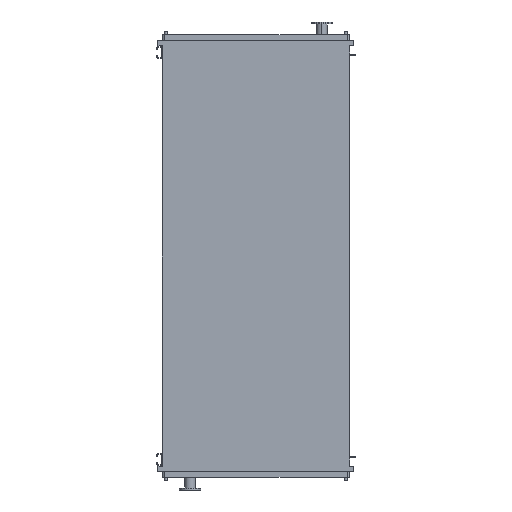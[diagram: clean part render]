
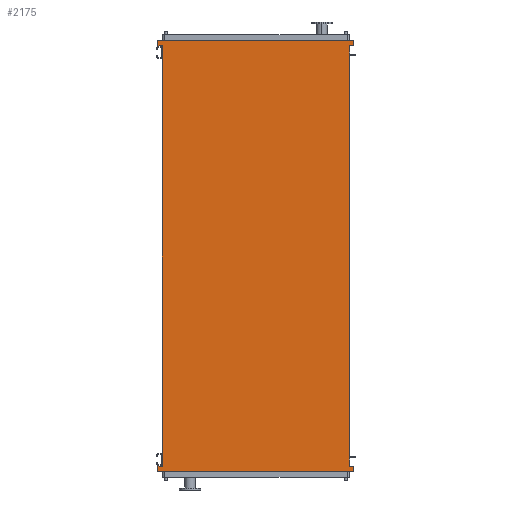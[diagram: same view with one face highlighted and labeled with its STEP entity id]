
A CAD part, front view. The second image highlights one B-rep face of the part: STEP entity #2175.
In plain terms, the highlighted planar face has unit normal (0, -1, 0).
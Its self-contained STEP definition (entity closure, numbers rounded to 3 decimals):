
#30 = ORIENTED_EDGE ( 'NONE', *, *, #2229, .F. ) ;
#81 = EDGE_LOOP ( 'NONE', ( #12202, #1775, #6129, #6885, #8671, #12420, #11750, #7566, #30, #9491, #6191, #8746 ) ) ;
#186 = CARTESIAN_POINT ( 'NONE',  ( -1011., 0., -4345. ) ) ;
#515 = LINE ( 'NONE', #1555, #4668 ) ;
#624 = VERTEX_POINT ( 'NONE', #12398 ) ;
#844 = VERTEX_POINT ( 'NONE', #4122 ) ;
#902 = DIRECTION ( 'NONE',  ( 1., 0., 0. ) ) ;
#932 = LINE ( 'NONE', #4851, #4159 ) ;
#934 = DIRECTION ( 'NONE',  ( 0., 0., 1. ) ) ;
#1063 = VERTEX_POINT ( 'NONE', #9300 ) ;
#1123 = CARTESIAN_POINT ( 'NONE',  ( -1011., 0., 95. ) ) ;
#1555 = CARTESIAN_POINT ( 'NONE',  ( 1011., 0., -4345. ) ) ;
#1692 = VERTEX_POINT ( 'NONE', #8698 ) ;
#1775 = ORIENTED_EDGE ( 'NONE', *, *, #6033, .F. ) ;
#2027 = LINE ( 'NONE', #2994, #2835 ) ;
#2035 = DIRECTION ( 'NONE',  ( 0., 0., -1. ) ) ;
#2096 = VERTEX_POINT ( 'NONE', #10604 ) ;
#2175 = ADVANCED_FACE ( 'NONE', ( #11586 ), #8497, .T. ) ;
#2229 = EDGE_CURVE ( 'NONE', #9852, #1063, #7468, .T. ) ;
#2497 = EDGE_CURVE ( 'NONE', #2096, #844, #11299, .T. ) ;
#2542 = EDGE_CURVE ( 'NONE', #11826, #9852, #515, .T. ) ;
#2613 = VECTOR ( 'NONE', #2825, 1000. ) ;
#2619 = EDGE_CURVE ( 'NONE', #844, #10502, #5609, .T. ) ;
#2679 = VERTEX_POINT ( 'NONE', #7921 ) ;
#2705 = EDGE_CURVE ( 'NONE', #2679, #12292, #10274, .T. ) ;
#2825 = DIRECTION ( 'NONE',  ( 0., 0., 1. ) ) ;
#2835 = VECTOR ( 'NONE', #11772, 1000. ) ;
#2994 = CARTESIAN_POINT ( 'NONE',  ( -1011., 0., 43. ) ) ;
#3067 = DIRECTION ( 'NONE',  ( 0., 0., 1. ) ) ;
#3105 = EDGE_CURVE ( 'NONE', #10502, #12137, #12115, .T. ) ;
#3592 = EDGE_CURVE ( 'NONE', #1063, #624, #9331, .T. ) ;
#3645 = VECTOR ( 'NONE', #10169, 1000. ) ;
#3714 = CARTESIAN_POINT ( 'NONE',  ( 1011., 0., -4293. ) ) ;
#3733 = VERTEX_POINT ( 'NONE', #9393 ) ;
#3830 = EDGE_CURVE ( 'NONE', #2679, #3733, #7845, .T. ) ;
#3872 = EDGE_CURVE ( 'NONE', #1692, #2096, #2027, .T. ) ;
#4122 = CARTESIAN_POINT ( 'NONE',  ( -1011., 0., 95. ) ) ;
#4159 = VECTOR ( 'NONE', #8930, 1000. ) ;
#4248 = VECTOR ( 'NONE', #3067, 1000. ) ;
#4312 = DIRECTION ( 'NONE',  ( 0., 0., 1. ) ) ;
#4409 = DIRECTION ( 'NONE',  ( 0., -1., 0. ) ) ;
#4664 = CARTESIAN_POINT ( 'NONE',  ( -1011., 0., -4345. ) ) ;
#4668 = VECTOR ( 'NONE', #6395, 1000. ) ;
#4700 = CARTESIAN_POINT ( 'NONE',  ( 1011., 0., 95. ) ) ;
#4851 = CARTESIAN_POINT ( 'NONE',  ( 965., 0., 43. ) ) ;
#5093 = VECTOR ( 'NONE', #10356, 1000. ) ;
#5228 = CARTESIAN_POINT ( 'NONE',  ( 1011., 0., -4345. ) ) ;
#5229 = CARTESIAN_POINT ( 'NONE',  ( 965., 0., -4293. ) ) ;
#5512 = DIRECTION ( 'NONE',  ( 0., 0., -1. ) ) ;
#5609 = LINE ( 'NONE', #4700, #10235 ) ;
#5626 = CARTESIAN_POINT ( 'NONE',  ( 1011., 0., 95. ) ) ;
#5720 = VECTOR ( 'NONE', #934, 1000. ) ;
#5910 = VECTOR ( 'NONE', #9253, 1000. ) ;
#6033 = EDGE_CURVE ( 'NONE', #12137, #3733, #932, .T. ) ;
#6129 = ORIENTED_EDGE ( 'NONE', *, *, #3105, .F. ) ;
#6191 = ORIENTED_EDGE ( 'NONE', *, *, #9013, .F. ) ;
#6253 = CARTESIAN_POINT ( 'NONE',  ( 1011., 0., 43. ) ) ;
#6395 = DIRECTION ( 'NONE',  ( -1., 0., 0. ) ) ;
#6426 = CARTESIAN_POINT ( 'NONE',  ( -1011., 0., -4293. ) ) ;
#6532 = VECTOR ( 'NONE', #2035, 1000. ) ;
#6818 = LINE ( 'NONE', #10875, #6532 ) ;
#6885 = ORIENTED_EDGE ( 'NONE', *, *, #2619, .F. ) ;
#6953 = AXIS2_PLACEMENT_3D ( 'NONE', #10548, #4409, #5512 ) ;
#7225 = CARTESIAN_POINT ( 'NONE',  ( 1011., 0., 43. ) ) ;
#7468 = LINE ( 'NONE', #4664, #4248 ) ;
#7566 = ORIENTED_EDGE ( 'NONE', *, *, #3592, .F. ) ;
#7736 = CARTESIAN_POINT ( 'NONE',  ( -965., 0., -4250. ) ) ;
#7845 = LINE ( 'NONE', #7964, #5720 ) ;
#7921 = CARTESIAN_POINT ( 'NONE',  ( 965., 0., -4293. ) ) ;
#7964 = CARTESIAN_POINT ( 'NONE',  ( 965., 0., -4250. ) ) ;
#8497 = PLANE ( 'NONE',  #6953 ) ;
#8671 = ORIENTED_EDGE ( 'NONE', *, *, #2497, .F. ) ;
#8698 = CARTESIAN_POINT ( 'NONE',  ( -965., 0., 43. ) ) ;
#8746 = ORIENTED_EDGE ( 'NONE', *, *, #2705, .F. ) ;
#8930 = DIRECTION ( 'NONE',  ( -1., 0., 0. ) ) ;
#9013 = EDGE_CURVE ( 'NONE', #12292, #11826, #6818, .T. ) ;
#9253 = DIRECTION ( 'NONE',  ( 1., 0., 0. ) ) ;
#9300 = CARTESIAN_POINT ( 'NONE',  ( -1011., 0., -4293. ) ) ;
#9331 = LINE ( 'NONE', #6426, #5093 ) ;
#9393 = CARTESIAN_POINT ( 'NONE',  ( 965., 0., 43. ) ) ;
#9442 = EDGE_CURVE ( 'NONE', #624, #1692, #10757, .T. ) ;
#9491 = ORIENTED_EDGE ( 'NONE', *, *, #2542, .F. ) ;
#9852 = VERTEX_POINT ( 'NONE', #186 ) ;
#10169 = DIRECTION ( 'NONE',  ( 0., 0., -1. ) ) ;
#10235 = VECTOR ( 'NONE', #902, 1000. ) ;
#10274 = LINE ( 'NONE', #5229, #5910 ) ;
#10356 = DIRECTION ( 'NONE',  ( 1., 0., 0. ) ) ;
#10502 = VERTEX_POINT ( 'NONE', #5626 ) ;
#10548 = CARTESIAN_POINT ( 'NONE',  ( -965., 0., -4250. ) ) ;
#10604 = CARTESIAN_POINT ( 'NONE',  ( -1011., 0., 43. ) ) ;
#10757 = LINE ( 'NONE', #7736, #2613 ) ;
#10875 = CARTESIAN_POINT ( 'NONE',  ( 1011., 0., -4293. ) ) ;
#11056 = VECTOR ( 'NONE', #4312, 1000. ) ;
#11299 = LINE ( 'NONE', #1123, #11056 ) ;
#11586 = FACE_OUTER_BOUND ( 'NONE', #81, .T. ) ;
#11750 = ORIENTED_EDGE ( 'NONE', *, *, #9442, .F. ) ;
#11772 = DIRECTION ( 'NONE',  ( -1., 0., 0. ) ) ;
#11826 = VERTEX_POINT ( 'NONE', #5228 ) ;
#12115 = LINE ( 'NONE', #7225, #3645 ) ;
#12137 = VERTEX_POINT ( 'NONE', #6253 ) ;
#12202 = ORIENTED_EDGE ( 'NONE', *, *, #3830, .T. ) ;
#12292 = VERTEX_POINT ( 'NONE', #3714 ) ;
#12398 = CARTESIAN_POINT ( 'NONE',  ( -965., 0., -4293. ) ) ;
#12420 = ORIENTED_EDGE ( 'NONE', *, *, #3872, .F. ) ;
